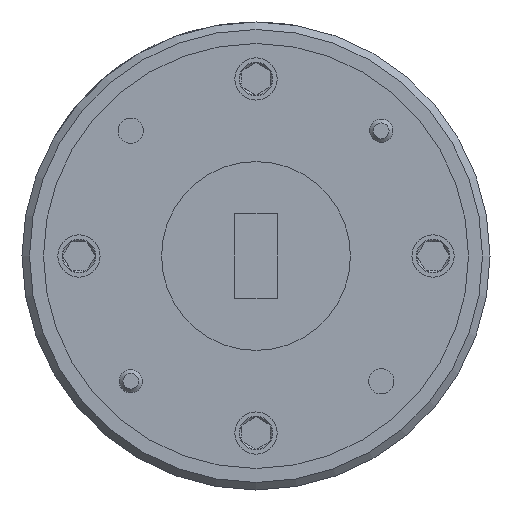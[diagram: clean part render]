
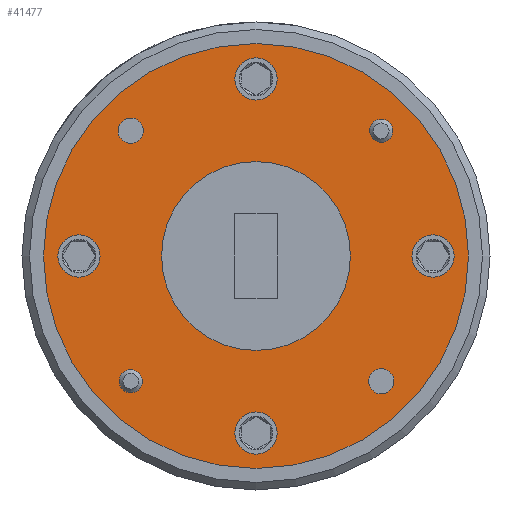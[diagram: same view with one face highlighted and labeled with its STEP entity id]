
A CAD part, left-side view. The second image highlights one B-rep face of the part: STEP entity #41477.
In plain terms, the highlighted planar face has unit normal (-1, 0, 0).
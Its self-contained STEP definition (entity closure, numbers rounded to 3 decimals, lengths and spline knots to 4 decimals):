
#224 = EDGE_LOOP ( 'NONE', ( #45405 ) ) ;
#448 = EDGE_CURVE ( 'NONE', #34071, #34071, #53424, .T. ) ;
#2358 = EDGE_CURVE ( 'NONE', #17347, #17347, #52637, .T. ) ;
#3699 = CIRCLE ( 'NONE', #17553, 0.056 ) ;
#5192 = DIRECTION ( 'NONE',  ( 0., 0., 1. ) ) ;
#5503 = CARTESIAN_POINT ( 'NONE',  ( -1.365, 0., -0.4128 ) ) ;
#5643 = AXIS2_PLACEMENT_3D ( 'NONE', #32495, #11688, #11414 ) ;
#5878 = FACE_BOUND ( 'NONE', #37082, .T. ) ;
#6594 = EDGE_CURVE ( 'NONE', #22528, #22528, #3699, .T. ) ;
#6698 = FACE_BOUND ( 'NONE', #32428, .T. ) ;
#7292 = ORIENTED_EDGE ( 'NONE', *, *, #11685, .F. ) ;
#7465 = CARTESIAN_POINT ( 'NONE',  ( -1.365, 0., 0.5625 ) ) ;
#8871 = DIRECTION ( 'NONE',  ( -1., 0., 0. ) ) ;
#9611 = VERTEX_POINT ( 'NONE', #5503 ) ;
#9945 = DIRECTION ( 'NONE',  ( -1., 0., 0. ) ) ;
#10260 = DIRECTION ( 'NONE',  ( -1., 0., 0. ) ) ;
#10485 = DIRECTION ( 'NONE',  ( 0., 0., 1. ) ) ;
#10797 = FACE_BOUND ( 'NONE', #47316, .T. ) ;
#10920 = AXIS2_PLACEMENT_3D ( 'NONE', #46357, #8871, #46624 ) ;
#11414 = DIRECTION ( 'NONE',  ( 0., 0., 1. ) ) ;
#11685 = EDGE_CURVE ( 'NONE', #19488, #19488, #23908, .T. ) ;
#11688 = DIRECTION ( 'NONE',  ( -1., 0., 0. ) ) ;
#12220 = DIRECTION ( 'NONE',  ( -1., 0., 0. ) ) ;
#13209 = CARTESIAN_POINT ( 'NONE',  ( -1.365, 0., 0. ) ) ;
#13448 = VERTEX_POINT ( 'NONE', #21665 ) ;
#14039 = CARTESIAN_POINT ( 'NONE',  ( -1.365, 0.4688, 0.056 ) ) ;
#14580 = CARTESIAN_POINT ( 'NONE',  ( -1.365, 0.4688, 0. ) ) ;
#14626 = CARTESIAN_POINT ( 'NONE',  ( -1.365, 0., 0. ) ) ;
#16057 = AXIS2_PLACEMENT_3D ( 'NONE', #48129, #17767, #21888 ) ;
#17263 = EDGE_LOOP ( 'NONE', ( #32604 ) ) ;
#17347 = VERTEX_POINT ( 'NONE', #39224 ) ;
#17553 = AXIS2_PLACEMENT_3D ( 'NONE', #14580, #9945, #10485 ) ;
#17767 = DIRECTION ( 'NONE',  ( -1., 0., 0. ) ) ;
#17811 = VERTEX_POINT ( 'NONE', #21130 ) ;
#18186 = FACE_BOUND ( 'NONE', #33654, .T. ) ;
#18335 = DIRECTION ( 'NONE',  ( -1., 0., 0. ) ) ;
#18452 = FACE_BOUND ( 'NONE', #19142, .T. ) ;
#19142 = EDGE_LOOP ( 'NONE', ( #7292 ) ) ;
#19488 = VERTEX_POINT ( 'NONE', #23876 ) ;
#20042 = CARTESIAN_POINT ( 'NONE',  ( -1.365, 0.3315, -0.3315 ) ) ;
#20643 = CIRCLE ( 'NONE', #52092, 0.0308 ) ;
#20915 = CARTESIAN_POINT ( 'NONE',  ( -1.365, -0.3315, 0.3315 ) ) ;
#21130 = CARTESIAN_POINT ( 'NONE',  ( -1.365, 0.3315, 0.365 ) ) ;
#21665 = CARTESIAN_POINT ( 'NONE',  ( -1.365, 0., 0.5247 ) ) ;
#21888 = DIRECTION ( 'NONE',  ( 0., 0., 1. ) ) ;
#22528 = VERTEX_POINT ( 'NONE', #14039 ) ;
#23118 = FACE_BOUND ( 'NONE', #35559, .T. ) ;
#23380 = DIRECTION ( 'NONE',  ( 0., 0., 1. ) ) ;
#23866 = ORIENTED_EDGE ( 'NONE', *, *, #448, .F. ) ;
#23876 = CARTESIAN_POINT ( 'NONE',  ( -1.365, 0., 0.25 ) ) ;
#23908 = CIRCLE ( 'NONE', #16057, 0.25 ) ;
#25000 = DIRECTION ( 'NONE',  ( 0., 0., 1. ) ) ;
#25300 = DIRECTION ( 'NONE',  ( 0., 0., 1. ) ) ;
#25603 = ORIENTED_EDGE ( 'NONE', *, *, #46776, .F. ) ;
#25697 = AXIS2_PLACEMENT_3D ( 'NONE', #54067, #12220, #45592 ) ;
#27107 = CARTESIAN_POINT ( 'NONE',  ( -1.365, -0.3315, -0.3315 ) ) ;
#28356 = CIRCLE ( 'NONE', #25697, 0.056 ) ;
#29084 = AXIS2_PLACEMENT_3D ( 'NONE', #20042, #41945, #36755 ) ;
#29119 = DIRECTION ( 'NONE',  ( -1., 0., 0. ) ) ;
#30415 = DIRECTION ( 'NONE',  ( 0., 0., 1. ) ) ;
#30581 = EDGE_CURVE ( 'NONE', #49593, #49593, #40167, .T. ) ;
#31658 = AXIS2_PLACEMENT_3D ( 'NONE', #13209, #29119, #25000 ) ;
#32428 = EDGE_LOOP ( 'NONE', ( #38449 ) ) ;
#32438 = EDGE_LOOP ( 'NONE', ( #40423 ) ) ;
#32495 = CARTESIAN_POINT ( 'NONE',  ( -1.365, 0., -0.4688 ) ) ;
#32604 = ORIENTED_EDGE ( 'NONE', *, *, #34131, .T. ) ;
#33654 = EDGE_LOOP ( 'NONE', ( #23866 ) ) ;
#33726 = EDGE_LOOP ( 'NONE', ( #50943 ) ) ;
#34071 = VERTEX_POINT ( 'NONE', #42271 ) ;
#34131 = EDGE_CURVE ( 'NONE', #41937, #41937, #51739, .T. ) ;
#34485 = DIRECTION ( 'NONE',  ( -1., 0., 0. ) ) ;
#34528 = CIRCLE ( 'NONE', #10920, 0.0335 ) ;
#35178 = FACE_OUTER_BOUND ( 'NONE', #17263, .T. ) ;
#35291 = CARTESIAN_POINT ( 'NONE',  ( -1.365, -0.4688, 0. ) ) ;
#35559 = EDGE_LOOP ( 'NONE', ( #37750 ) ) ;
#36744 = CARTESIAN_POINT ( 'NONE',  ( -1.365, -0.4688, 0.056 ) ) ;
#36755 = DIRECTION ( 'NONE',  ( 0., 0., 1. ) ) ;
#37082 = EDGE_LOOP ( 'NONE', ( #25603 ) ) ;
#37354 = DIRECTION ( 'NONE',  ( -1., 0., 0. ) ) ;
#37750 = ORIENTED_EDGE ( 'NONE', *, *, #54044, .F. ) ;
#38449 = ORIENTED_EDGE ( 'NONE', *, *, #49100, .F. ) ;
#39158 = VERTEX_POINT ( 'NONE', #52009 ) ;
#39224 = CARTESIAN_POINT ( 'NONE',  ( -1.365, 0.3315, -0.3007 ) ) ;
#39263 = FACE_BOUND ( 'NONE', #33726, .T. ) ;
#40167 = CIRCLE ( 'NONE', #47153, 0.056 ) ;
#40423 = ORIENTED_EDGE ( 'NONE', *, *, #6594, .F. ) ;
#41477 = ADVANCED_FACE ( 'NONE', ( #18186, #6698, #52115, #5878, #43106, #10797, #39263, #18452, #35178, #23118 ), #51850, .T. ) ;
#41484 = CIRCLE ( 'NONE', #5643, 0.056 ) ;
#41937 = VERTEX_POINT ( 'NONE', #7465 ) ;
#41945 = DIRECTION ( 'NONE',  ( -1., 0., 0. ) ) ;
#42271 = CARTESIAN_POINT ( 'NONE',  ( -1.365, -0.3315, -0.298 ) ) ;
#42352 = AXIS2_PLACEMENT_3D ( 'NONE', #14626, #10260, #23380 ) ;
#43106 = FACE_BOUND ( 'NONE', #32438, .T. ) ;
#43832 = AXIS2_PLACEMENT_3D ( 'NONE', #27107, #18335, #30415 ) ;
#45405 = ORIENTED_EDGE ( 'NONE', *, *, #2358, .F. ) ;
#45592 = DIRECTION ( 'NONE',  ( 0., 0., 1. ) ) ;
#46357 = CARTESIAN_POINT ( 'NONE',  ( -1.365, 0.3315, 0.3315 ) ) ;
#46624 = DIRECTION ( 'NONE',  ( 0., 0., 1. ) ) ;
#46776 = EDGE_CURVE ( 'NONE', #13448, #13448, #28356, .T. ) ;
#47153 = AXIS2_PLACEMENT_3D ( 'NONE', #35291, #34485, #5192 ) ;
#47316 = EDGE_LOOP ( 'NONE', ( #50398 ) ) ;
#47781 = EDGE_CURVE ( 'NONE', #9611, #9611, #41484, .T. ) ;
#48129 = CARTESIAN_POINT ( 'NONE',  ( -1.365, 0., 0. ) ) ;
#49100 = EDGE_CURVE ( 'NONE', #17811, #17811, #34528, .T. ) ;
#49593 = VERTEX_POINT ( 'NONE', #36744 ) ;
#50398 = ORIENTED_EDGE ( 'NONE', *, *, #47781, .F. ) ;
#50943 = ORIENTED_EDGE ( 'NONE', *, *, #30581, .F. ) ;
#51739 = CIRCLE ( 'NONE', #31658, 0.5625 ) ;
#51850 = PLANE ( 'NONE',  #42352 ) ;
#52009 = CARTESIAN_POINT ( 'NONE',  ( -1.365, -0.3315, 0.3622 ) ) ;
#52092 = AXIS2_PLACEMENT_3D ( 'NONE', #20915, #37354, #25300 ) ;
#52115 = FACE_BOUND ( 'NONE', #224, .T. ) ;
#52637 = CIRCLE ( 'NONE', #29084, 0.0307 ) ;
#53424 = CIRCLE ( 'NONE', #43832, 0.0335 ) ;
#54044 = EDGE_CURVE ( 'NONE', #39158, #39158, #20643, .T. ) ;
#54067 = CARTESIAN_POINT ( 'NONE',  ( -1.365, 0., 0.4688 ) ) ;
